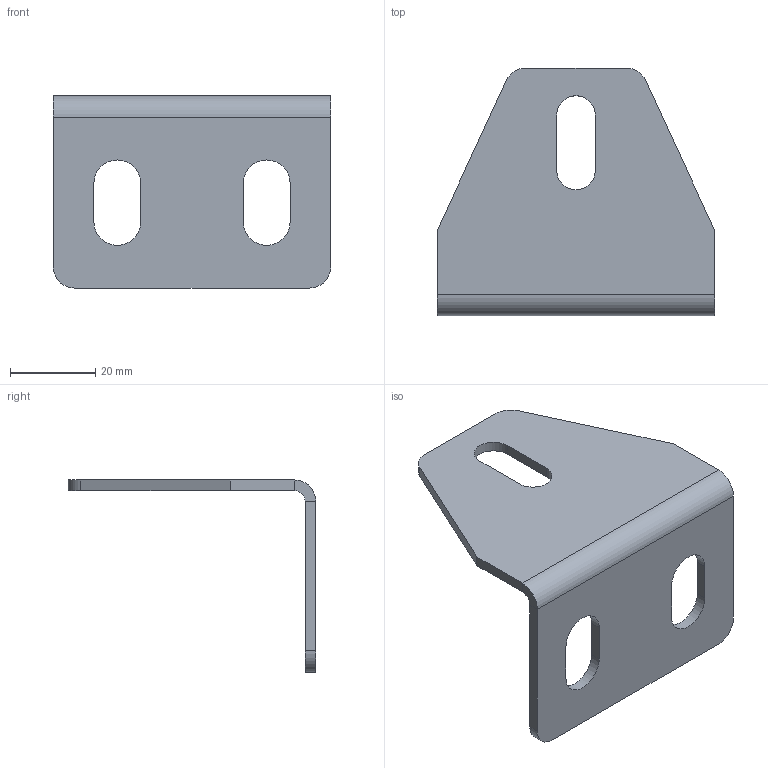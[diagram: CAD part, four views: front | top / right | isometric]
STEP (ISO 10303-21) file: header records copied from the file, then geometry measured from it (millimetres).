
FILE_DESCRIPTION (( 'STEP AP203' ), '1' );
FILE_NAME ('LE-KVK00-055 LESTA Êðîíøòåéí äëÿ âåðò. êðåïëåíèÿ 55ìì IEK.STEP', '2023-03-23T06:09:58', ( '' ), ( '' ), 'SwSTEP 2.0', 'SolidWorks 2022', '' );
FILE_SCHEMA (( 'CONFIG_CONTROL_DESIGN' ));
Length unit declared in the file: millimetre
Products named in the file (1): LE-KVK00-055 LESTA Кронштейн для верт. крепления 55мм IEK
Bounding box: 65 x 58 x 45 mm (x, y, z)
Volume: 12949.8 mm3; surface area: 11495.2 mm2
Topology: 1 solids, 1 shells, 34 faces, 88 edges, 56 vertices
Faces by surface type: plane 20, cylinder 14
Entity records: 1125 total; most frequent: DIRECTION 186, CARTESIAN_POINT 179, ORIENTED_EDGE 176, EDGE_CURVE 88, AXIS2_PLACEMENT_3D 63, LINE 60, VECTOR 60, VERTEX_POINT 56
